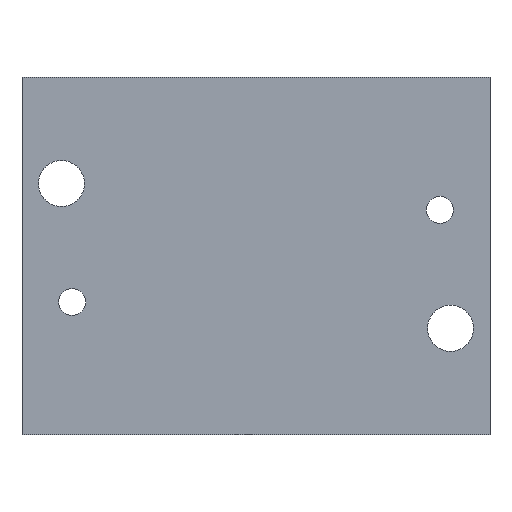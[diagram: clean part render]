
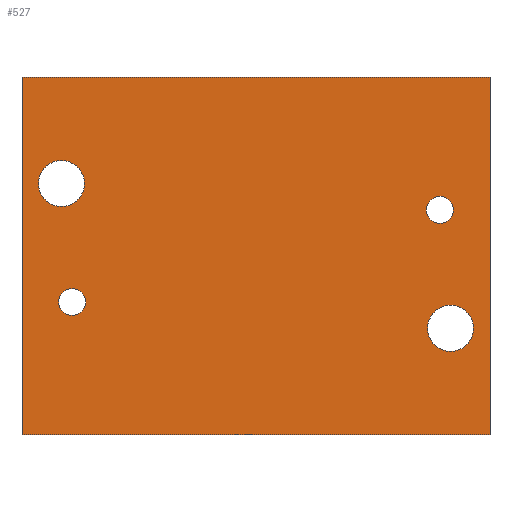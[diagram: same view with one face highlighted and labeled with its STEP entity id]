
A CAD part, left-side view. The second image highlights one B-rep face of the part: STEP entity #527.
In plain terms, the highlighted planar face has unit normal (-1, 0, 0).
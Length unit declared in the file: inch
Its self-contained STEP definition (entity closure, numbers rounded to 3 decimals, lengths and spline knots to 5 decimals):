
#11 = EDGE_CURVE ( 'NONE', #412, #560, #400, .T. ) ;
#13 = EDGE_LOOP ( 'NONE', ( #360, #668 ) ) ;
#14 = CARTESIAN_POINT ( 'NONE',  ( -0.12197, 0.73653, 1.07047 ) ) ;
#16 = DIRECTION ( 'NONE',  ( 0., 1., 0. ) ) ;
#22 = CIRCLE ( 'NONE', #35, 0.0689 ) ;
#23 = ORIENTED_EDGE ( 'NONE', *, *, #519, .F. ) ;
#29 = CARTESIAN_POINT ( 'NONE',  ( -0.12197, 0.61842, 0.75197 ) ) ;
#31 = EDGE_LOOP ( 'NONE', ( #287, #414 ) ) ;
#33 = CIRCLE ( 'NONE', #410, 0.0689 ) ;
#35 = AXIS2_PLACEMENT_3D ( 'NONE', #538, #223, #595 ) ;
#42 = EDGE_LOOP ( 'NONE', ( #491, #610 ) ) ;
#44 = VERTEX_POINT ( 'NONE', #350 ) ;
#47 = ORIENTED_EDGE ( 'NONE', *, *, #238, .F. ) ;
#51 = DIRECTION ( 'NONE',  ( -1., 0., 0. ) ) ;
#53 = CARTESIAN_POINT ( 'NONE',  ( -0.12197, 0.54618, 0.39764 ) ) ;
#58 = LINE ( 'NONE', #572, #591 ) ;
#72 = DIRECTION ( 'NONE',  ( 0., 0., -1. ) ) ;
#73 = CIRCLE ( 'NONE', #422, 0.04035 ) ;
#78 = DIRECTION ( 'NONE',  ( -1., 0., 0. ) ) ;
#82 = VERTEX_POINT ( 'NONE', #306 ) ;
#94 = CIRCLE ( 'NONE', #523, 0.04035 ) ;
#121 = DIRECTION ( 'NONE',  ( -1., 0., 0. ) ) ;
#130 = CARTESIAN_POINT ( 'NONE',  ( -0.12197, 0.73653, 1.07047 ) ) ;
#134 = EDGE_CURVE ( 'NONE', #700, #560, #58, .T. ) ;
#136 = DIRECTION ( 'NONE',  ( 1., 0., 0. ) ) ;
#148 = CIRCLE ( 'NONE', #627, 0.04035 ) ;
#150 = CARTESIAN_POINT ( 'NONE',  ( -0.12197, -0.47646, 0.3189 ) ) ;
#165 = EDGE_CURVE ( 'NONE', #682, #343, #522, .T. ) ;
#178 = CARTESIAN_POINT ( 'NONE',  ( -0.12197, -0.51347, 0.67323 ) ) ;
#182 = DIRECTION ( 'NONE',  ( 0., 1., 0. ) ) ;
#192 = CARTESIAN_POINT ( 'NONE',  ( -0.12197, 0.61842, 0.75197 ) ) ;
#218 = VERTEX_POINT ( 'NONE', #588 ) ;
#223 = DIRECTION ( 'NONE',  ( -1., 0., 0. ) ) ;
#226 = DIRECTION ( 'NONE',  ( -1., 0., 0. ) ) ;
#231 = DIRECTION ( 'NONE',  ( 0., 1., 0. ) ) ;
#232 = FACE_BOUND ( 'NONE', #42, .T. ) ;
#234 = CARTESIAN_POINT ( 'NONE',  ( -0.12197, 0.73653, 1.07047 ) ) ;
#238 = EDGE_CURVE ( 'NONE', #487, #700, #621, .T. ) ;
#246 = DIRECTION ( 'NONE',  ( 0., 1., 0. ) ) ;
#250 = CARTESIAN_POINT ( 'NONE',  ( -0.12197, 0.73653, 0. ) ) ;
#251 = LINE ( 'NONE', #234, #265 ) ;
#259 = VERTEX_POINT ( 'NONE', #325 ) ;
#260 = VECTOR ( 'NONE', #566, 39.37008 ) ;
#264 = EDGE_CURVE ( 'NONE', #259, #340, #649, .T. ) ;
#265 = VECTOR ( 'NONE', #72, 39.37008 ) ;
#270 = ORIENTED_EDGE ( 'NONE', *, *, #484, .T. ) ;
#287 = ORIENTED_EDGE ( 'NONE', *, *, #695, .F. ) ;
#292 = CIRCLE ( 'NONE', #336, 0.0689 ) ;
#306 = CARTESIAN_POINT ( 'NONE',  ( -0.12197, 0.54952, 0.75197 ) ) ;
#321 = CARTESIAN_POINT ( 'NONE',  ( -0.12197, 0.73653, 1.07047 ) ) ;
#325 = CARTESIAN_POINT ( 'NONE',  ( -0.12197, 0.62689, 0.39764 ) ) ;
#336 = AXIS2_PLACEMENT_3D ( 'NONE', #29, #226, #182 ) ;
#340 = VERTEX_POINT ( 'NONE', #53 ) ;
#341 = DIRECTION ( 'NONE',  ( -1., 0., 0. ) ) ;
#343 = VERTEX_POINT ( 'NONE', #704 ) ;
#350 = CARTESIAN_POINT ( 'NONE',  ( -0.12197, -0.55382, 0.67323 ) ) ;
#353 = CARTESIAN_POINT ( 'NONE',  ( -0.12197, -0.66347, 1.07047 ) ) ;
#360 = ORIENTED_EDGE ( 'NONE', *, *, #264, .F. ) ;
#362 = ORIENTED_EDGE ( 'NONE', *, *, #458, .F. ) ;
#376 = CARTESIAN_POINT ( 'NONE',  ( -0.12197, -0.54536, 0.3189 ) ) ;
#378 = EDGE_LOOP ( 'NONE', ( #23, #362 ) ) ;
#382 = DIRECTION ( 'NONE',  ( 0., -1., 0. ) ) ;
#393 = EDGE_CURVE ( 'NONE', #343, #682, #22, .T. ) ;
#395 = CARTESIAN_POINT ( 'NONE',  ( -0.12197, -0.51347, 0.67323 ) ) ;
#400 = LINE ( 'NONE', #250, #260 ) ;
#410 = AXIS2_PLACEMENT_3D ( 'NONE', #192, #561, #246 ) ;
#412 = VERTEX_POINT ( 'NONE', #485 ) ;
#414 = ORIENTED_EDGE ( 'NONE', *, *, #604, .F. ) ;
#422 = AXIS2_PLACEMENT_3D ( 'NONE', #669, #341, #16 ) ;
#426 = DIRECTION ( 'NONE',  ( 0., 1., 0. ) ) ;
#434 = CARTESIAN_POINT ( 'NONE',  ( -0.12197, 0.58653, 0.39764 ) ) ;
#445 = DIRECTION ( 'NONE',  ( 0., 1., 0. ) ) ;
#458 = EDGE_CURVE ( 'NONE', #44, #640, #148, .T. ) ;
#484 = EDGE_CURVE ( 'NONE', #487, #412, #251, .T. ) ;
#485 = CARTESIAN_POINT ( 'NONE',  ( -0.12197, 0.73653, 0. ) ) ;
#486 = DIRECTION ( 'NONE',  ( 0., 1., 0. ) ) ;
#487 = VERTEX_POINT ( 'NONE', #130 ) ;
#490 = FACE_OUTER_BOUND ( 'NONE', #545, .T. ) ;
#491 = ORIENTED_EDGE ( 'NONE', *, *, #165, .F. ) ;
#496 = DIRECTION ( 'NONE',  ( 0., 1., 0. ) ) ;
#505 = ORIENTED_EDGE ( 'NONE', *, *, #134, .F. ) ;
#519 = EDGE_CURVE ( 'NONE', #640, #44, #94, .T. ) ;
#522 = CIRCLE ( 'NONE', #689, 0.0689 ) ;
#523 = AXIS2_PLACEMENT_3D ( 'NONE', #395, #78, #445 ) ;
#527 = ADVANCED_FACE ( 'NONE', ( #232, #661, #680, #639, #490 ), #551, .F. ) ;
#528 = EDGE_CURVE ( 'NONE', #340, #259, #73, .T. ) ;
#534 = AXIS2_PLACEMENT_3D ( 'NONE', #434, #121, #486 ) ;
#538 = CARTESIAN_POINT ( 'NONE',  ( -0.12197, -0.54536, 0.3189 ) ) ;
#545 = EDGE_LOOP ( 'NONE', ( #598, #505, #47, #270 ) ) ;
#547 = DIRECTION ( 'NONE',  ( -1., 0., 0. ) ) ;
#551 = PLANE ( 'NONE',  #636 ) ;
#560 = VERTEX_POINT ( 'NONE', #609 ) ;
#561 = DIRECTION ( 'NONE',  ( -1., 0., 0. ) ) ;
#566 = DIRECTION ( 'NONE',  ( 0., -1., 0. ) ) ;
#572 = CARTESIAN_POINT ( 'NONE',  ( -0.12197, -0.66347, 1.07047 ) ) ;
#588 = CARTESIAN_POINT ( 'NONE',  ( -0.12197, 0.68732, 0.75197 ) ) ;
#591 = VECTOR ( 'NONE', #688, 39.37008 ) ;
#595 = DIRECTION ( 'NONE',  ( 0., 1., 0. ) ) ;
#598 = ORIENTED_EDGE ( 'NONE', *, *, #11, .T. ) ;
#604 = EDGE_CURVE ( 'NONE', #82, #218, #33, .T. ) ;
#609 = CARTESIAN_POINT ( 'NONE',  ( -0.12197, -0.66347, 0. ) ) ;
#610 = ORIENTED_EDGE ( 'NONE', *, *, #393, .F. ) ;
#621 = LINE ( 'NONE', #321, #630 ) ;
#627 = AXIS2_PLACEMENT_3D ( 'NONE', #178, #547, #231 ) ;
#630 = VECTOR ( 'NONE', #382, 39.37008 ) ;
#636 = AXIS2_PLACEMENT_3D ( 'NONE', #14, #136, #496 ) ;
#639 = FACE_BOUND ( 'NONE', #31, .T. ) ;
#640 = VERTEX_POINT ( 'NONE', #672 ) ;
#649 = CIRCLE ( 'NONE', #534, 0.04035 ) ;
#661 = FACE_BOUND ( 'NONE', #378, .T. ) ;
#668 = ORIENTED_EDGE ( 'NONE', *, *, #528, .F. ) ;
#669 = CARTESIAN_POINT ( 'NONE',  ( -0.12197, 0.58653, 0.39764 ) ) ;
#672 = CARTESIAN_POINT ( 'NONE',  ( -0.12197, -0.47311, 0.67323 ) ) ;
#680 = FACE_BOUND ( 'NONE', #13, .T. ) ;
#682 = VERTEX_POINT ( 'NONE', #150 ) ;
#688 = DIRECTION ( 'NONE',  ( 0., 0., -1. ) ) ;
#689 = AXIS2_PLACEMENT_3D ( 'NONE', #376, #51, #426 ) ;
#695 = EDGE_CURVE ( 'NONE', #218, #82, #292, .T. ) ;
#700 = VERTEX_POINT ( 'NONE', #353 ) ;
#704 = CARTESIAN_POINT ( 'NONE',  ( -0.12197, -0.61425, 0.3189 ) ) ;
